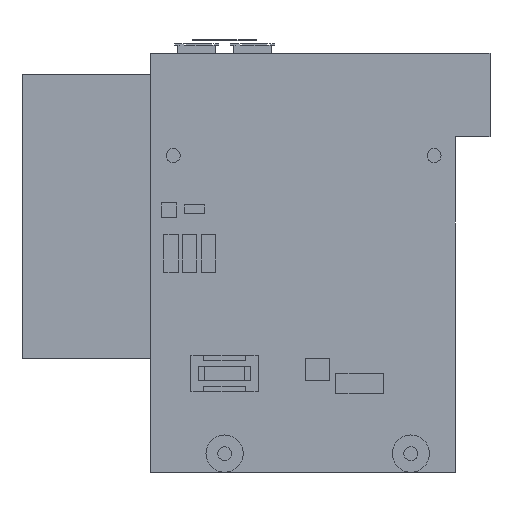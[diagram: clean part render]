
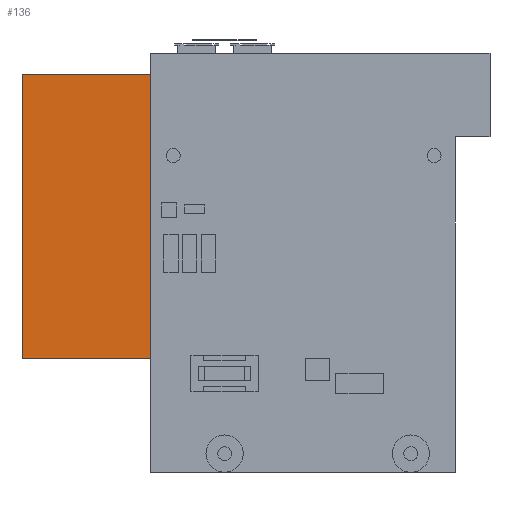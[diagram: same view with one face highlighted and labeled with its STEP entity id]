
A CAD part, left-side view. The second image highlights one B-rep face of the part: STEP entity #136.
In plain terms, the highlighted planar face has unit normal (-1, 0, 0).
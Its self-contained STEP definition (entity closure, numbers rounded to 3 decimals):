
#135 = EDGE_LOOP ( 'NONE', ( #137, #138, #139, #140 ) ) ;
#136 = ADVANCED_FACE ( 'NONE', ( #2003 ), #2065, .F. ) ;
#137 = ORIENTED_EDGE ( 'NONE', *, *, #231, .F. ) ;
#138 = ORIENTED_EDGE ( 'NONE', *, *, #200, .F. ) ;
#139 = ORIENTED_EDGE ( 'NONE', *, *, #180, .F. ) ;
#140 = ORIENTED_EDGE ( 'NONE', *, *, #245, .F. ) ;
#166 = VERTEX_POINT ( 'NONE', #2075 ) ;
#170 = VERTEX_POINT ( 'NONE', #2070 ) ;
#180 = EDGE_CURVE ( 'NONE', #170, #166, #2116, .T. ) ;
#200 = EDGE_CURVE ( 'NONE', #166, #232, #2151, .T. ) ;
#231 = EDGE_CURVE ( 'NONE', #232, #233, #2171, .T. ) ;
#232 = VERTEX_POINT ( 'NONE', #2167 ) ;
#233 = VERTEX_POINT ( 'NONE', #2166 ) ;
#245 = EDGE_CURVE ( 'NONE', #233, #170, #2210, .T. ) ;
#2003 = FACE_OUTER_BOUND ( 'NONE', #135, .T. ) ;
#2061 = DIRECTION ( 'NONE',  ( 0., 0., -1. ) ) ;
#2062 = DIRECTION ( 'NONE',  ( 1., 0., 0. ) ) ;
#2063 = CARTESIAN_POINT ( 'NONE',  ( 0., -23.5, 30.5 ) ) ;
#2064 = AXIS2_PLACEMENT_3D ( 'NONE', #2063, #2062, #2061 ) ;
#2065 = PLANE ( 'NONE',  #2064 ) ;
#2070 = CARTESIAN_POINT ( 'NONE',  ( 0., -23.5, -30.5 ) ) ;
#2075 = CARTESIAN_POINT ( 'NONE',  ( 0., 23.5, -30.5 ) ) ;
#2113 = DIRECTION ( 'NONE',  ( 0., 1., 0. ) ) ;
#2114 = VECTOR ( 'NONE', #2113, 1000. ) ;
#2115 = CARTESIAN_POINT ( 'NONE',  ( 0., 23.5, -30.5 ) ) ;
#2116 = LINE ( 'NONE', #2115, #2114 ) ;
#2148 = DIRECTION ( 'NONE',  ( 0., 0., 1. ) ) ;
#2149 = VECTOR ( 'NONE', #2148, 1000. ) ;
#2150 = CARTESIAN_POINT ( 'NONE',  ( 0., 23.5, 30.5 ) ) ;
#2151 = LINE ( 'NONE', #2150, #2149 ) ;
#2166 = CARTESIAN_POINT ( 'NONE',  ( 0., -23.5, 30.5 ) ) ;
#2167 = CARTESIAN_POINT ( 'NONE',  ( 0., 23.5, 30.5 ) ) ;
#2168 = DIRECTION ( 'NONE',  ( 0., -1., 0. ) ) ;
#2169 = VECTOR ( 'NONE', #2168, 1000. ) ;
#2170 = CARTESIAN_POINT ( 'NONE',  ( 0., 23.5, 30.5 ) ) ;
#2171 = LINE ( 'NONE', #2170, #2169 ) ;
#2207 = DIRECTION ( 'NONE',  ( 0., 0., -1. ) ) ;
#2208 = VECTOR ( 'NONE', #2207, 1000. ) ;
#2209 = CARTESIAN_POINT ( 'NONE',  ( 0., -23.5, 30.5 ) ) ;
#2210 = LINE ( 'NONE', #2209, #2208 ) ;
